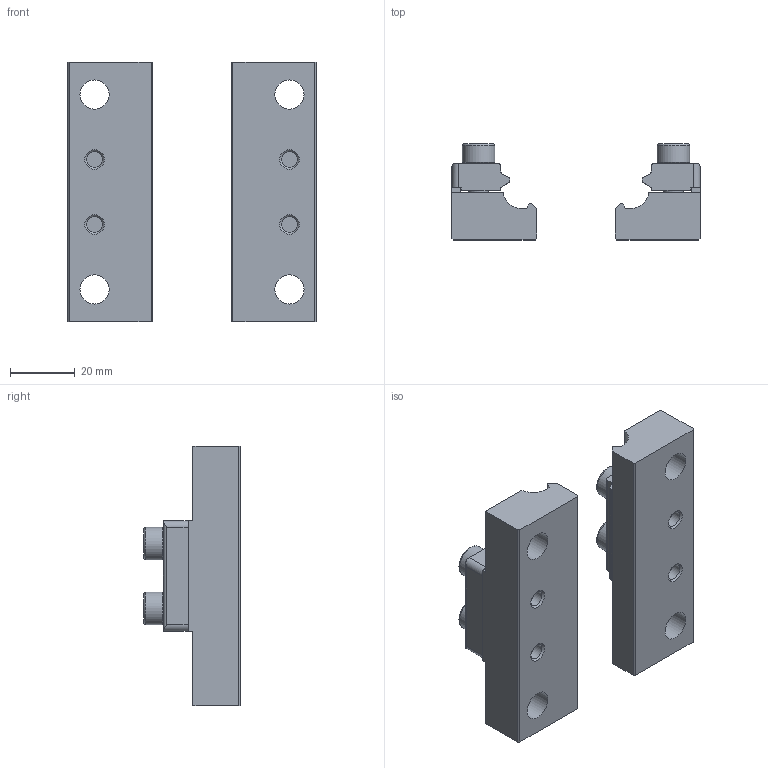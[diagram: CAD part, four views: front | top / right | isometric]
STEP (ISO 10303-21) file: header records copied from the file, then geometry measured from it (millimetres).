
FILE_DESCRIPTION(/* description */ ('STEP AP214'),/* implementation_level */ '2;1');
FILE_NAME(/* name */ '2838839_EAHF-V2-32_40-P',/* time_stamp */ '2024-08-21T18:44:45+02:00',/* author */ ('License CC BY-ND 4.0'),/* organization */ ('CADENAS'),/* preprocessor_version */ 'ST-DEVELOPER v19.3',/* originating_system */ 'PARTsolutions',/* authorisation */ ' ');
FILE_SCHEMA (('AUTOMOTIVE_DESIGN {1 0 10303 214 3 1 1}'));
Length unit declared in the file: millimetre
Products named in the file (4): 2838839 EAHF-V2-32/40-P---(32); 2838839 EAHF-V2-32-P-P2; 2838839 EAHF-V2-32-P-P1; ISO 14579 M6x20(F)
Assembly tree (8 placements, depth 2):
  2838839 EAHF-V2-32/40-P---(32)
    2838839 EAHF-V2-32-P-P2  x2
    2838839 EAHF-V2-32-P-P1  x2
    ISO 14579 M6x20(F)  x4
Bounding box: 76.4 x 29.6 x 80 mm (x, y, z)
Volume: 60350 mm3; surface area: 23571.6 mm2
Topology: 8 solids, 8 shells, 222 faces, 554 edges, 352 vertices
Faces by surface type: cylinder 96, plane 66, cone 48, torus 12
Full cylindrical faces by diameter (mm): 4.917 x4, 6 x4, 6.6 x4, 7 x2, 9 x4, 10 x4
Entity records: 2549 total; most frequent: CARTESIAN_POINT 533, DIRECTION 390, ORIENTED_EDGE 368, EDGE_CURVE 184, AXIS2_PLACEMENT_3D 148, VERTEX_POINT 131, FACE_BOUND 117, EDGE_LOOP 116
